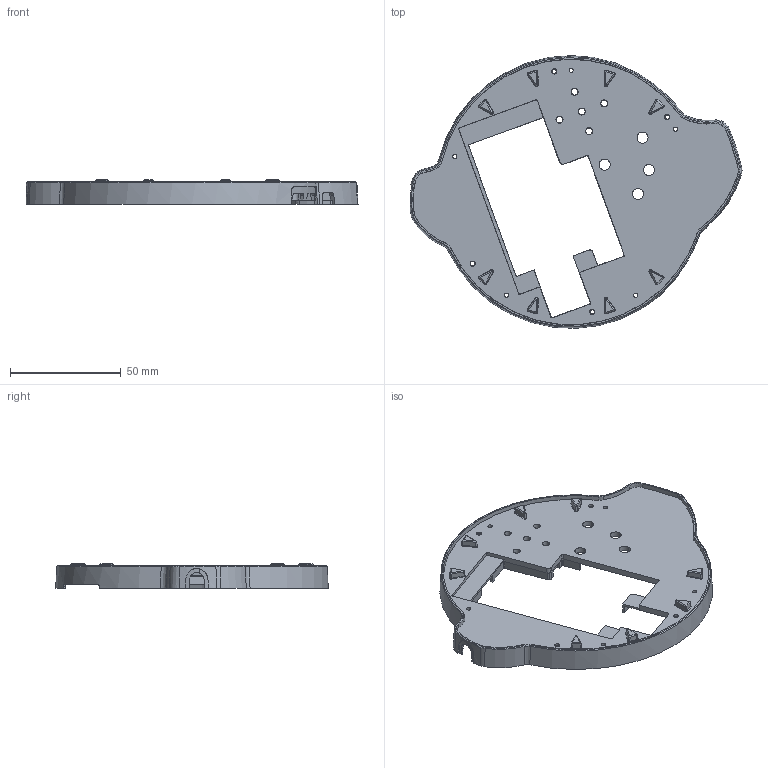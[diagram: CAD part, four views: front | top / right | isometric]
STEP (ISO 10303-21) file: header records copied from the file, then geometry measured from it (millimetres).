
FILE_DESCRIPTION (( 'STEP AP214' ), '1' );
FILE_NAME ('346 101 - Cyberpocalypse Moulding UPDATES 20210118.STEP', '2021-01-18T03:58:02', ( '' ), ( '' ), 'SwSTEP 2.0', 'SolidWorks 2019', '' );
FILE_SCHEMA (( 'AUTOMOTIVE_DESIGN' ));
Length unit declared in the file: millimetre
Products named in the file (1): 346 101 - Cyberpocalypse Moulding UPDATES 20210118
Bounding box: 149.93 x 123.16 x 11.2 mm (x, y, z)
Volume: 29079 mm3; surface area: 28961.2 mm2
Topology: 1 solids, 1 shells, 739 faces, 1829 edges, 1124 vertices
Faces by surface type: cone 189, plane 175, cylinder 129, bspline 124, torus 104, sphere 18
Entity records: 27294 total; most frequent: CARTESIAN_POINT 9713, ORIENTED_EDGE 3654, DIRECTION 3307, EDGE_CURVE 1827, AXIS2_PLACEMENT_3D 1359, VERTEX_POINT 1124, EDGE_LOOP 811, CIRCLE 743
